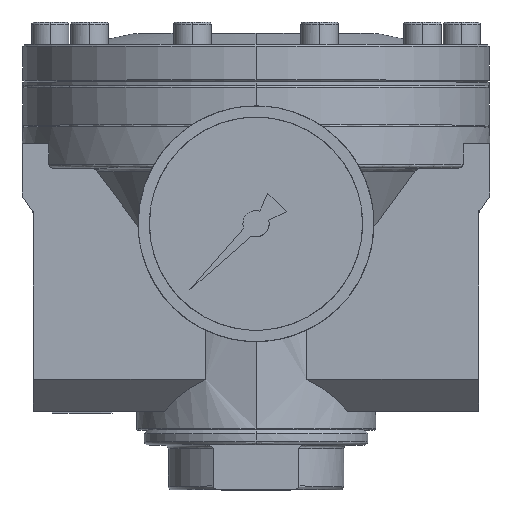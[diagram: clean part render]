
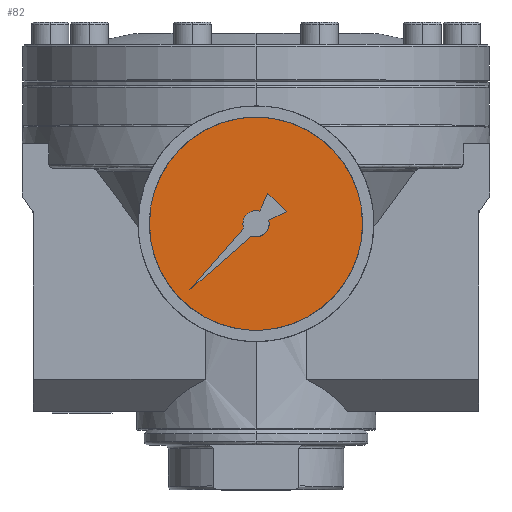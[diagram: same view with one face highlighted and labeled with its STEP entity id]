
A CAD part, top view. The second image highlights one B-rep face of the part: STEP entity #82.
In plain terms, the highlighted planar face has unit normal (0, 0, 1).
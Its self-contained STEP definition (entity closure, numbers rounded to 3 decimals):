
#32=FACE_BOUND('',#691,.T.);
#82=ADVANCED_FACE('',(#385,#32),#4548,.T.);
#385=FACE_OUTER_BOUND('',#690,.T.);
#690=EDGE_LOOP('',(#1071,#1072));
#691=EDGE_LOOP('',(#1073,#1074,#1075,#1076,#1077,#1078,#1079));
#1071=ORIENTED_EDGE('',*,*,#2531,.F.);
#1072=ORIENTED_EDGE('',*,*,#2532,.F.);
#1073=ORIENTED_EDGE('',*,*,#2550,.F.);
#1074=ORIENTED_EDGE('',*,*,#2553,.F.);
#1075=ORIENTED_EDGE('',*,*,#2538,.F.);
#1076=ORIENTED_EDGE('',*,*,#2534,.F.);
#1077=ORIENTED_EDGE('',*,*,#2541,.F.);
#1078=ORIENTED_EDGE('',*,*,#2544,.F.);
#1079=ORIENTED_EDGE('',*,*,#2547,.F.);
#2531=EDGE_CURVE('',#3967,#3966,#3241,.T.);
#2532=EDGE_CURVE('',#3966,#3967,#3242,.T.);
#2534=EDGE_CURVE('',#3972,#3971,#3480,.T.);
#2538=EDGE_CURVE('',#3971,#3970,#3484,.T.);
#2541=EDGE_CURVE('',#3973,#3972,#3487,.T.);
#2544=EDGE_CURVE('',#3974,#3973,#3243,.T.);
#2547=EDGE_CURVE('',#3969,#3974,#3491,.T.);
#2550=EDGE_CURVE('',#3968,#3969,#3494,.T.);
#2553=EDGE_CURVE('',#3970,#3968,#3245,.T.);
#3241=(
BOUNDED_CURVE()
B_SPLINE_CURVE(2,(#6046,#6047,#6048,#6049,#6050),.UNSPECIFIED.,.F.,.F.)
B_SPLINE_CURVE_WITH_KNOTS((3,2,3),(0.,44.768,89.535),
 .UNSPECIFIED.)
CURVE()
GEOMETRIC_REPRESENTATION_ITEM()
RATIONAL_B_SPLINE_CURVE((1.,0.707,1.,0.707,1.))
REPRESENTATION_ITEM('')
);
#3242=(
BOUNDED_CURVE()
B_SPLINE_CURVE(2,(#6051,#6052,#6053,#6054,#6055),.UNSPECIFIED.,.F.,.F.)
B_SPLINE_CURVE_WITH_KNOTS((3,2,3),(89.535,134.303,179.071),
 .UNSPECIFIED.)
CURVE()
GEOMETRIC_REPRESENTATION_ITEM()
RATIONAL_B_SPLINE_CURVE((1.,0.707,1.,0.707,1.))
REPRESENTATION_ITEM('')
);
#3243=(
BOUNDED_CURVE()
B_SPLINE_CURVE(2,(#6078,#6079,#6080,#6081,#6082),.UNSPECIFIED.,.F.,.F.)
B_SPLINE_CURVE_WITH_KNOTS((3,2,3),(0.,3.834,7.669),
 .UNSPECIFIED.)
CURVE()
GEOMETRIC_REPRESENTATION_ITEM()
RATIONAL_B_SPLINE_CURVE((1.,0.854,1.,0.854,1.))
REPRESENTATION_ITEM('')
);
#3245=(
BOUNDED_CURVE()
B_SPLINE_CURVE(2,(#6102,#6103,#6104,#6105,#6106),.UNSPECIFIED.,.F.,.F.)
B_SPLINE_CURVE_WITH_KNOTS((3,2,3),(-7.669,-3.834,
0.),.UNSPECIFIED.)
CURVE()
GEOMETRIC_REPRESENTATION_ITEM()
RATIONAL_B_SPLINE_CURVE((1.,0.854,1.,0.854,1.))
REPRESENTATION_ITEM('')
);
#3480=B_SPLINE_CURVE_WITH_KNOTS('',1,(#6058,#6059),.UNSPECIFIED.,.F.,.F.,
(2,2),(0.,7.),.UNSPECIFIED.);
#3484=B_SPLINE_CURVE_WITH_KNOTS('',1,(#6066,#6067),.UNSPECIFIED.,.F.,.F.,
(2,2),(0.,5.259),.UNSPECIFIED.);
#3487=B_SPLINE_CURVE_WITH_KNOTS('',1,(#6072,#6073),.UNSPECIFIED.,.F.,.F.,
(2,2),(0.,5.259),.UNSPECIFIED.);
#3491=B_SPLINE_CURVE_WITH_KNOTS('',1,(#6090,#6091),.UNSPECIFIED.,.F.,.F.,
(2,2),(0.,21.889),.UNSPECIFIED.);
#3494=B_SPLINE_CURVE_WITH_KNOTS('',1,(#6096,#6097),.UNSPECIFIED.,.F.,.F.,
(2,2),(0.,21.889),.UNSPECIFIED.);
#3966=VERTEX_POINT('',#5798);
#3967=VERTEX_POINT('',#5799);
#3968=VERTEX_POINT('',#5800);
#3969=VERTEX_POINT('',#5801);
#3970=VERTEX_POINT('',#5802);
#3971=VERTEX_POINT('',#5803);
#3972=VERTEX_POINT('',#5804);
#3973=VERTEX_POINT('',#5805);
#3974=VERTEX_POINT('',#5806);
#4548=PLANE('',#5078);
#5078=AXIS2_PLACEMENT_3D('',#5509,#5266,$);
#5266=DIRECTION('',(0.,0.,1.));
#5509=CARTESIAN_POINT('',(34.212,-34.212,49.5));
#5798=CARTESIAN_POINT('',(28.5,0.,49.5));
#5799=CARTESIAN_POINT('',(-28.5,0.,49.5));
#5800=CARTESIAN_POINT('',(-3.297,-1.175,49.5));
#5801=CARTESIAN_POINT('',(-17.678,-17.678,49.5));
#5802=CARTESIAN_POINT('',(0.96,3.366,49.5));
#5803=CARTESIAN_POINT('',(3.182,8.132,49.5));
#5804=CARTESIAN_POINT('',(8.132,3.182,49.5));
#5805=CARTESIAN_POINT('',(3.366,0.96,49.5));
#5806=CARTESIAN_POINT('',(-1.175,-3.297,49.5));
#6046=CARTESIAN_POINT('',(-28.5,0.,49.5));
#6047=CARTESIAN_POINT('',(-28.5,28.5,49.5));
#6048=CARTESIAN_POINT('',(0.,28.5,49.5));
#6049=CARTESIAN_POINT('',(28.5,28.5,49.5));
#6050=CARTESIAN_POINT('',(28.5,0.,49.5));
#6051=CARTESIAN_POINT('',(28.5,0.,49.5));
#6052=CARTESIAN_POINT('',(28.5,-28.5,49.5));
#6053=CARTESIAN_POINT('',(0.,-28.5,49.5));
#6054=CARTESIAN_POINT('',(-28.5,-28.5,49.5));
#6055=CARTESIAN_POINT('',(-28.5,0.,49.5));
#6058=CARTESIAN_POINT('',(8.132,3.182,49.5));
#6059=CARTESIAN_POINT('',(3.182,8.132,49.5));
#6066=CARTESIAN_POINT('',(3.182,8.132,49.5));
#6067=CARTESIAN_POINT('',(0.96,3.366,49.5));
#6072=CARTESIAN_POINT('',(3.366,0.96,49.5));
#6073=CARTESIAN_POINT('',(8.132,3.182,49.5));
#6078=CARTESIAN_POINT('',(-1.175,-3.297,49.5));
#6079=CARTESIAN_POINT('',(0.836,-4.014,49.5));
#6080=CARTESIAN_POINT('',(2.393,-2.554,49.5));
#6081=CARTESIAN_POINT('',(3.951,-1.094,49.5));
#6082=CARTESIAN_POINT('',(3.366,0.96,49.5));
#6090=CARTESIAN_POINT('',(-17.678,-17.678,49.5));
#6091=CARTESIAN_POINT('',(-1.175,-3.297,49.5));
#6096=CARTESIAN_POINT('',(-3.297,-1.175,49.5));
#6097=CARTESIAN_POINT('',(-17.678,-17.678,49.5));
#6102=CARTESIAN_POINT('',(0.96,3.366,49.5));
#6103=CARTESIAN_POINT('',(-1.094,3.951,49.5));
#6104=CARTESIAN_POINT('',(-2.554,2.393,49.5));
#6105=CARTESIAN_POINT('',(-4.014,0.836,49.5));
#6106=CARTESIAN_POINT('',(-3.297,-1.175,49.5));
